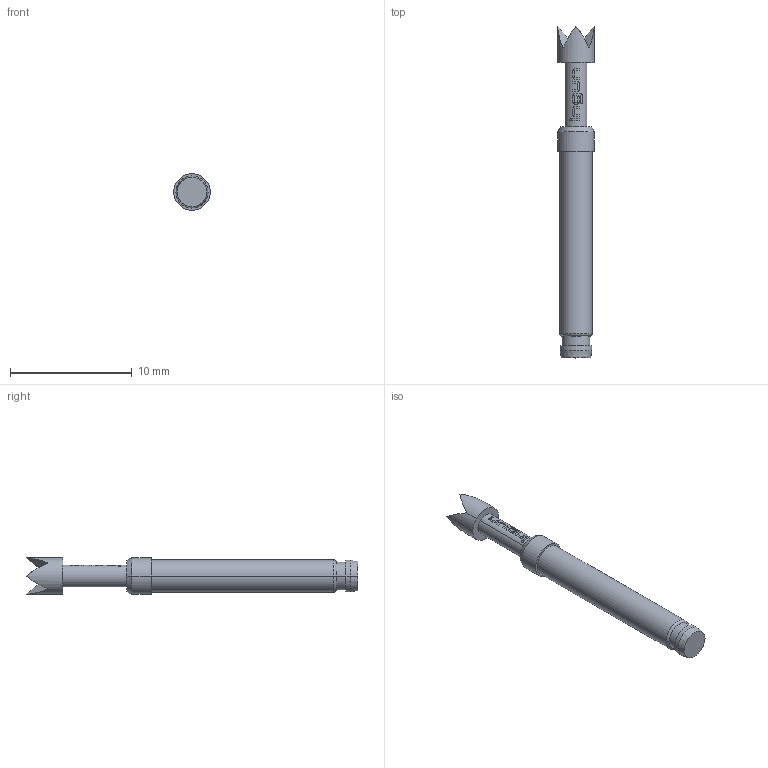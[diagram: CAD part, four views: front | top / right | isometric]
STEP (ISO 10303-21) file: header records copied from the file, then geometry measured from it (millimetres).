
FILE_DESCRIPTION (( 'STEP AP203' ), '1' );
FILE_NAME ('INGUN_GKS-113_204_300_R_xx02.STEP', '2022-09-01T13:19:47', ( 'ochi' ), ( '' ), 'SwSTEP 2.0', 'SolidWorks 2021', '' );
FILE_SCHEMA (( 'CONFIG_CONTROL_DESIGN' ));
Length unit declared in the file: millimetre
Products named in the file (1): INGUN_GKS-113_204_300_R_xx02
Bounding box: 3 x 27.3 x 3 mm (x, y, z)
Volume: 132.3 mm3; surface area: 239.3 mm2
Topology: 1 solids, 1 shells, 99 faces, 246 edges, 159 vertices
Faces by surface type: plane 53, bspline 22, cylinder 18, cone 4, torus 2
Entity records: 3287 total; most frequent: CARTESIAN_POINT 1049, ORIENTED_EDGE 492, DIRECTION 376, EDGE_CURVE 246, VERTEX_POINT 159, AXIS2_PLACEMENT_3D 146, EDGE_LOOP 109, ADVANCED_FACE 99
